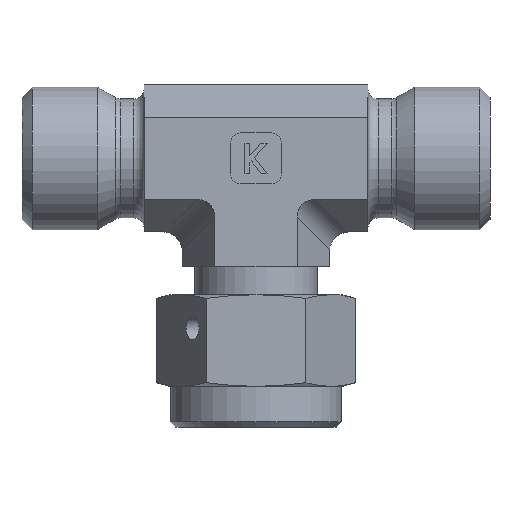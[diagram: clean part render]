
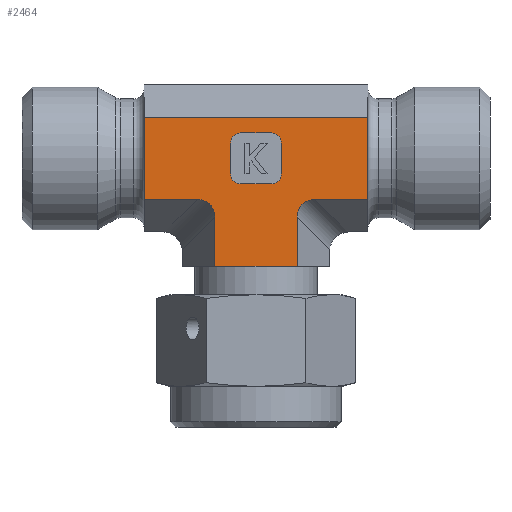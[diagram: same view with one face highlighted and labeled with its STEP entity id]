
A CAD part, left-side view. The second image highlights one B-rep face of the part: STEP entity #2464.
In plain terms, the highlighted planar face has unit normal (-1, 0, 0).
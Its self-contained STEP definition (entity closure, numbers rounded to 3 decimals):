
#508=CARTESIAN_POINT('',(-26.485,13.585,1.4));
#509=VERTEX_POINT('',#508);
#556=CARTESIAN_POINT('',(-26.485,5.502,1.4));
#557=VERTEX_POINT('',#556);
#564=CARTESIAN_POINT('',(-26.485,13.585,1.4));
#565=DIRECTION('',(0.0,-1.0,0.0));
#566=VECTOR('',#565,8.083);
#567=LINE('',#564,#566);
#568=EDGE_CURVE('',#509,#557,#567,.T.);
#960=CARTESIAN_POINT('',(-26.485,20.544,7.959));
#961=VERTEX_POINT('',#960);
#970=CARTESIAN_POINT('',(-26.485,20.544,16.041));
#971=VERTEX_POINT('',#970);
#972=CARTESIAN_POINT('',(-26.485,20.544,16.041));
#973=DIRECTION('',(0.0,0.0,-1.0));
#974=VECTOR('',#973,8.083);
#975=LINE('',#972,#974);
#976=EDGE_CURVE('',#971,#961,#975,.T.);
#1075=CARTESIAN_POINT('',(-26.485,-1.456,16.041));
#1076=VERTEX_POINT('',#1075);
#1077=CARTESIAN_POINT('',(-26.485,20.544,16.041));
#1078=DIRECTION('',(0.0,-1.0,0.0));
#1079=VECTOR('',#1078,22.);
#1080=LINE('',#1077,#1079);
#1081=EDGE_CURVE('',#971,#1076,#1080,.T.);
#1334=CARTESIAN_POINT('',(-26.485,-1.456,7.959));
#1335=VERTEX_POINT('',#1334);
#1336=CARTESIAN_POINT('',(-26.485,-1.456,7.959));
#1337=DIRECTION('',(0.0,0.0,1.0));
#1338=VECTOR('',#1337,8.083);
#1339=LINE('',#1336,#1338);
#1340=EDGE_CURVE('',#1335,#1076,#1339,.T.);
#1436=CARTESIAN_POINT('',(-26.485,3.77,7.959));
#1437=VERTEX_POINT('',#1436);
#1438=CARTESIAN_POINT('',(-26.485,3.77,7.959));
#1439=DIRECTION('',(0.0,-1.0,0.0));
#1440=VECTOR('',#1439,5.226);
#1441=LINE('',#1438,#1440);
#1442=EDGE_CURVE('',#1437,#1335,#1441,.T.);
#1546=CARTESIAN_POINT('',(-26.485,13.585,6.226));
#1547=VERTEX_POINT('',#1546);
#1548=CARTESIAN_POINT('',(-26.485,15.317,7.959));
#1549=VERTEX_POINT('',#1548);
#1550=CARTESIAN_POINT('',(-26.485,15.895,5.649));
#1551=DIRECTION('',(-1.0,0.0,0.0));
#1552=DIRECTION('',(0.0,-0.707,0.707));
#1553=AXIS2_PLACEMENT_3D('',#1550,#1551,#1552);
#1554=ELLIPSE('',#1553,2.582,2.0);
#1555=EDGE_CURVE('',#1547,#1549,#1554,.T.);
#1617=CARTESIAN_POINT('',(-26.485,15.317,7.959));
#1618=DIRECTION('',(0.0,1.0,0.0));
#1619=VECTOR('',#1618,5.226);
#1620=LINE('',#1617,#1619);
#1621=EDGE_CURVE('',#1549,#961,#1620,.T.);
#2034=CARTESIAN_POINT('',(-26.485,7.044,13.5));
#2035=VERTEX_POINT('',#2034);
#2042=CARTESIAN_POINT('',(-26.485,8.044,14.5));
#2043=VERTEX_POINT('',#2042);
#2044=CARTESIAN_POINT('',(-26.485,8.044,13.5));
#2045=DIRECTION('',(-1.0,0.0,0.0));
#2046=DIRECTION('',(0.0,-0.707,0.707));
#2047=AXIS2_PLACEMENT_3D('',#2044,#2045,#2046);
#2048=CIRCLE('',#2047,1.0);
#2049=EDGE_CURVE('',#2035,#2043,#2048,.T.);
#2066=CARTESIAN_POINT('',(-26.485,11.044,14.5));
#2067=VERTEX_POINT('',#2066);
#2068=CARTESIAN_POINT('',(-26.485,11.044,14.5));
#2069=DIRECTION('',(0.0,-1.0,0.0));
#2070=VECTOR('',#2069,3.);
#2071=LINE('',#2068,#2070);
#2072=EDGE_CURVE('',#2067,#2043,#2071,.T.);
#2107=CARTESIAN_POINT('',(-26.485,8.044,9.5));
#2108=VERTEX_POINT('',#2107);
#2115=CARTESIAN_POINT('',(-26.485,7.044,10.5));
#2116=VERTEX_POINT('',#2115);
#2117=CARTESIAN_POINT('',(-26.485,8.044,10.5));
#2118=DIRECTION('',(-1.0,0.0,0.0));
#2119=DIRECTION('',(0.0,-0.707,-0.707));
#2120=AXIS2_PLACEMENT_3D('',#2117,#2118,#2119);
#2121=CIRCLE('',#2120,1.0);
#2122=EDGE_CURVE('',#2108,#2116,#2121,.T.);
#2146=CARTESIAN_POINT('',(-26.485,7.044,13.5));
#2147=DIRECTION('',(0.0,0.0,-1.0));
#2148=VECTOR('',#2147,3.);
#2149=LINE('',#2146,#2148);
#2150=EDGE_CURVE('',#2035,#2116,#2149,.T.);
#2171=CARTESIAN_POINT('',(-26.485,12.044,10.5));
#2172=VERTEX_POINT('',#2171);
#2179=CARTESIAN_POINT('',(-26.485,11.044,9.5));
#2180=VERTEX_POINT('',#2179);
#2181=CARTESIAN_POINT('',(-26.485,11.044,10.5));
#2182=DIRECTION('',(-1.0,0.0,0.0));
#2183=DIRECTION('',(0.0,0.707,-0.707));
#2184=AXIS2_PLACEMENT_3D('',#2181,#2182,#2183);
#2185=CIRCLE('',#2184,1.0);
#2186=EDGE_CURVE('',#2172,#2180,#2185,.T.);
#2210=CARTESIAN_POINT('',(-26.485,8.044,9.5));
#2211=DIRECTION('',(0.0,1.0,0.0));
#2212=VECTOR('',#2211,3.);
#2213=LINE('',#2210,#2212);
#2214=EDGE_CURVE('',#2108,#2180,#2213,.T.);
#2234=CARTESIAN_POINT('',(-26.485,12.044,13.5));
#2235=VERTEX_POINT('',#2234);
#2236=CARTESIAN_POINT('',(-26.485,11.044,13.5));
#2237=DIRECTION('',(-1.0,0.0,0.0));
#2238=DIRECTION('',(0.0,0.707,0.707));
#2239=AXIS2_PLACEMENT_3D('',#2236,#2237,#2238);
#2240=CIRCLE('',#2239,1.0);
#2241=EDGE_CURVE('',#2067,#2235,#2240,.T.);
#2265=CARTESIAN_POINT('',(-26.485,12.044,10.5));
#2266=DIRECTION('',(0.0,0.0,1.0));
#2267=VECTOR('',#2266,3.);
#2268=LINE('',#2265,#2267);
#2269=EDGE_CURVE('',#2172,#2235,#2268,.T.);
#2310=CARTESIAN_POINT('',(-26.485,13.585,1.4));
#2311=DIRECTION('',(0.0,0.0,1.0));
#2312=VECTOR('',#2311,4.826);
#2313=LINE('',#2310,#2312);
#2314=EDGE_CURVE('',#509,#1547,#2313,.T.);
#2383=CARTESIAN_POINT('',(-26.485,5.502,6.226));
#2384=VERTEX_POINT('',#2383);
#2385=CARTESIAN_POINT('',(-26.485,3.193,5.649));
#2386=DIRECTION('',(-1.0,0.0,0.0));
#2387=DIRECTION('',(0.0,0.707,0.707));
#2388=AXIS2_PLACEMENT_3D('',#2385,#2386,#2387);
#2389=ELLIPSE('',#2388,2.582,2.0);
#2390=EDGE_CURVE('',#1437,#2384,#2389,.T.);
#2428=CARTESIAN_POINT('',(-26.485,5.502,1.4));
#2429=DIRECTION('',(0.0,0.0,1.0));
#2430=VECTOR('',#2429,4.826);
#2431=LINE('',#2428,#2430);
#2432=EDGE_CURVE('',#557,#2384,#2431,.T.);
#2437=CARTESIAN_POINT('',(-26.485,5.502,0.0));
#2438=DIRECTION('',(-1.0,0.0,0.0));
#2439=DIRECTION('',(0.0,0.0,1.0));
#2440=AXIS2_PLACEMENT_3D('',#2437,#2438,#2439);
#2441=PLANE('',#2440);
#2442=ORIENTED_EDGE('',*,*,#568,.T.);
#2443=ORIENTED_EDGE('',*,*,#2432,.T.);
#2444=ORIENTED_EDGE('',*,*,#2390,.F.);
#2445=ORIENTED_EDGE('',*,*,#1442,.T.);
#2446=ORIENTED_EDGE('',*,*,#1340,.T.);
#2447=ORIENTED_EDGE('',*,*,#1081,.F.);
#2448=ORIENTED_EDGE('',*,*,#976,.T.);
#2449=ORIENTED_EDGE('',*,*,#1621,.F.);
#2450=ORIENTED_EDGE('',*,*,#1555,.F.);
#2451=ORIENTED_EDGE('',*,*,#2314,.F.);
#2452=EDGE_LOOP('',(#2442,#2443,#2444,#2445,#2446,#2447,#2448,#2449,#2450,#2451));
#2453=FACE_OUTER_BOUND('',#2452,.T.);
#2454=ORIENTED_EDGE('',*,*,#2214,.T.);
#2455=ORIENTED_EDGE('',*,*,#2186,.F.);
#2456=ORIENTED_EDGE('',*,*,#2269,.T.);
#2457=ORIENTED_EDGE('',*,*,#2241,.F.);
#2458=ORIENTED_EDGE('',*,*,#2072,.T.);
#2459=ORIENTED_EDGE('',*,*,#2049,.F.);
#2460=ORIENTED_EDGE('',*,*,#2150,.T.);
#2461=ORIENTED_EDGE('',*,*,#2122,.F.);
#2462=EDGE_LOOP('',(#2454,#2455,#2456,#2457,#2458,#2459,#2460,#2461));
#2463=FACE_BOUND('',#2462,.T.);
#2464=ADVANCED_FACE('',(#2453,#2463),#2441,.T.);
